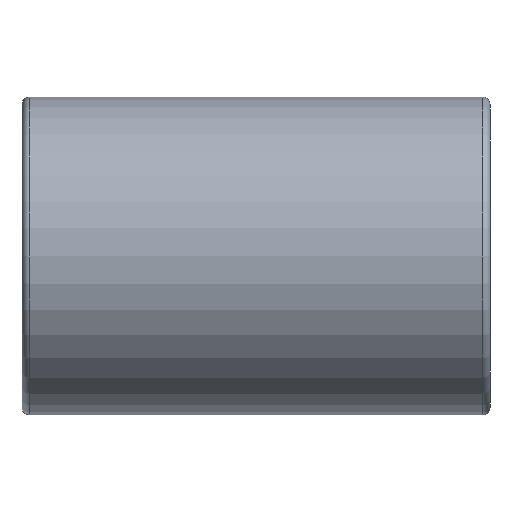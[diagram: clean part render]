
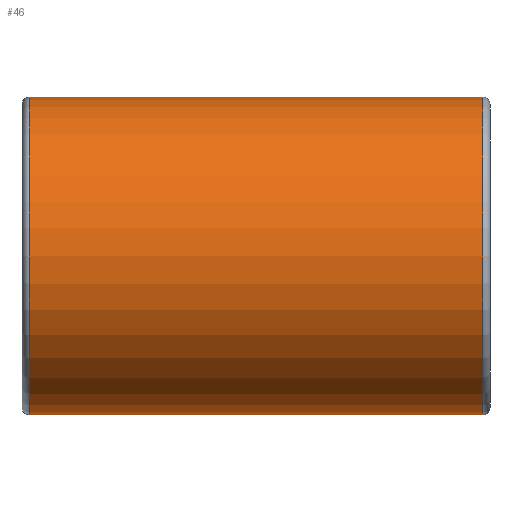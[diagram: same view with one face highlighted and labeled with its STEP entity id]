
A CAD part, front view. The second image highlights one B-rep face of the part: STEP entity #46.
In plain terms, the highlighted cylindrical face has radius 9.5 mm (diameter 19 mm), a full revolution.
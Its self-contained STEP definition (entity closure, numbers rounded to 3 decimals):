
#46 = ADVANCED_FACE( '', ( #93, #94 ), #95, .T. );
#93 = FACE_OUTER_BOUND( '', #132, .T. );
#94 = FACE_OUTER_BOUND( '', #133, .T. );
#95 = CYLINDRICAL_SURFACE( '', #134, 9.5 );
#132 = EDGE_LOOP( '', ( #179 ) );
#133 = EDGE_LOOP( '', ( #180 ) );
#134 = AXIS2_PLACEMENT_3D( '', #181, #182, #183 );
#179 = ORIENTED_EDGE( '', *, *, #188, .T. );
#180 = ORIENTED_EDGE( '', *, *, #192, .F. );
#181 = CARTESIAN_POINT( '', ( 28., 0., 0. ) );
#182 = DIRECTION( '', ( -1., 0., 0. ) );
#183 = DIRECTION( '', ( 0., 0., -1. ) );
#188 = EDGE_CURVE( '', #206, #206, #207, .T. );
#192 = EDGE_CURVE( '', #212, #212, #213, .T. );
#206 = VERTEX_POINT( '', #230 );
#207 = CIRCLE( '', #231, 9.5 );
#212 = VERTEX_POINT( '', #236 );
#213 = CIRCLE( '', #237, 9.5 );
#230 = CARTESIAN_POINT( '', ( 0.438, 0., -9.5 ) );
#231 = AXIS2_PLACEMENT_3D( '', #254, #255, #256 );
#236 = CARTESIAN_POINT( '', ( 27.563, 0., -9.5 ) );
#237 = AXIS2_PLACEMENT_3D( '', #260, #261, #262 );
#254 = CARTESIAN_POINT( '', ( 0.438, 0., 0. ) );
#255 = DIRECTION( '', ( 1., 0., 0. ) );
#256 = DIRECTION( '', ( 0., 0., -1. ) );
#260 = CARTESIAN_POINT( '', ( 27.563, 0., 0. ) );
#261 = DIRECTION( '', ( 1., 0., 0. ) );
#262 = DIRECTION( '', ( 0., 0., -1. ) );
